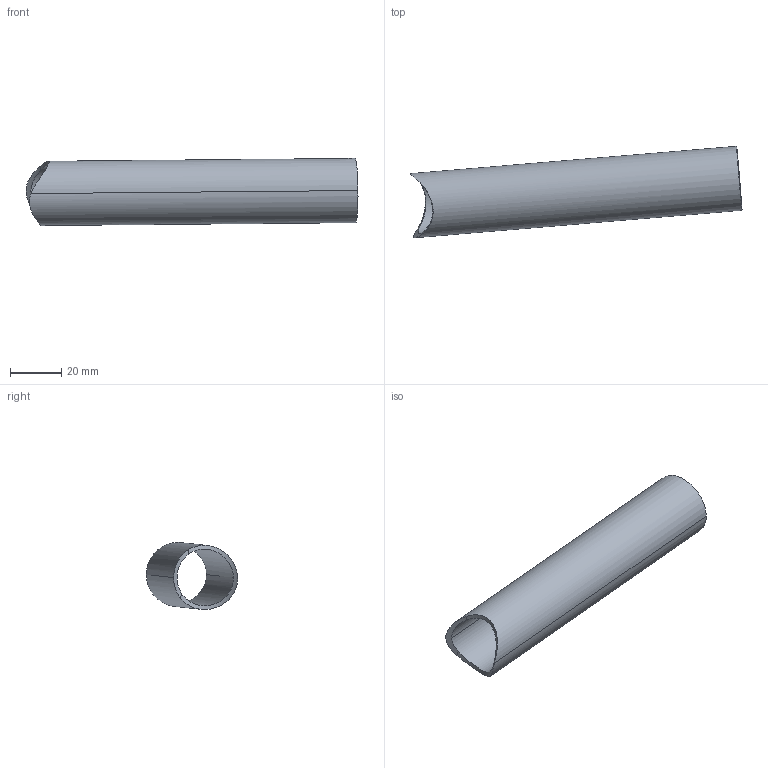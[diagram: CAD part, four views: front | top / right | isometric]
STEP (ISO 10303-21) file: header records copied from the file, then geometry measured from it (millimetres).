
FILE_DESCRIPTION(('CATIA V5 STEP Exchange'),'2;1');
FILE_NAME('51.stp','2021-12-07T15:41:54+00:00',('none'),('none'),'CATIA Version 5 Release 19 SP 2 (IN-10)','CATIA V5 STEP AP203','none');
FILE_SCHEMA(('CONFIG_CONTROL_DESIGN'));
Length unit declared in the file: millimetre
Products named in the file (1): Shape_055
Bounding box: 129.21 x 35.56 x 26.12 mm (x, y, z)
Volume: 13713.1 mm3; surface area: 18540.1 mm2
Topology: 1 solids, 1 shells, 7 faces, 18 edges, 12 vertices
Faces by surface type: cylinder 6, plane 1
Entity records: 354 total; most frequent: CARTESIAN_POINT 150, ORIENTED_EDGE 36, DIRECTION 24, EDGE_CURVE 18, AXIS2_PLACEMENT_3D 12, VERTEX_POINT 12, B_SPLINE_CURVE_WITH_KNOTS 8, EDGE_LOOP 8
